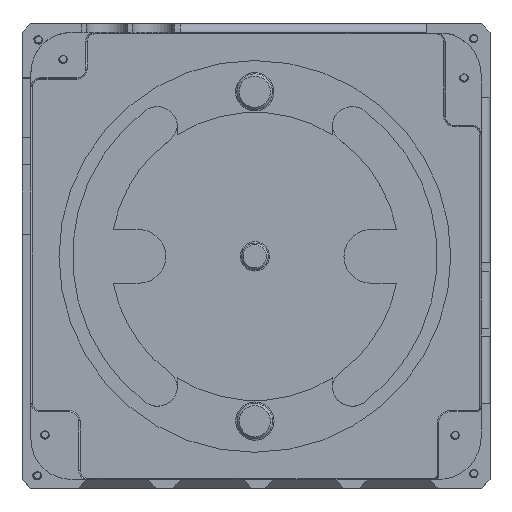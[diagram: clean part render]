
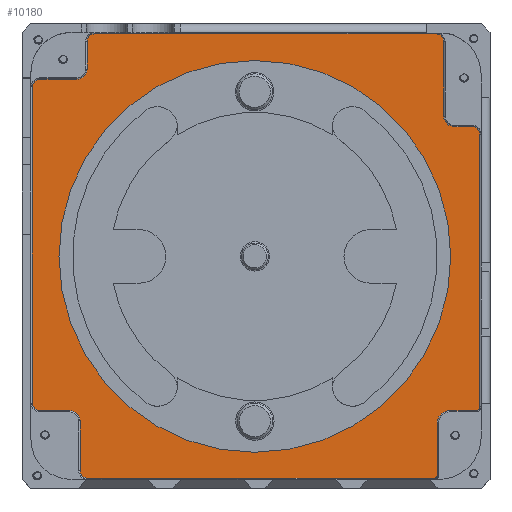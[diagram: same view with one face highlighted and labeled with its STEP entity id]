
A CAD part, top view. The second image highlights one B-rep face of the part: STEP entity #10180.
In plain terms, the highlighted planar face has unit normal (0, 0, 1).
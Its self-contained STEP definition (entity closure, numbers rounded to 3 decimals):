
#19=FACE_BOUND('',#1148,.T.);
#66=PLANE('',#10921);
#578=FACE_OUTER_BOUND('',#1147,.T.);
#1147=EDGE_LOOP('',(#7932,#7933,#7934,#7935,#7936,#7937,#7938,#7939,#7940,
#7941,#7942,#7943,#7944,#7945,#7946,#7947,#7948,#7949,#7950,#7951,#7952,
#7953,#7954,#7955));
#1148=EDGE_LOOP('',(#7956));
#1452=CIRCLE('',#10821,43.995);
#1465=CIRCLE('',#10837,2.3);
#1469=CIRCLE('',#10843,1.7);
#1473=CIRCLE('',#10849,1.7);
#1477=CIRCLE('',#10855,2.3);
#1481=CIRCLE('',#10861,1.7);
#1485=CIRCLE('',#10867,0.95);
#1489=CIRCLE('',#10873,2.8);
#1493=CIRCLE('',#10879,0.7);
#1497=CIRCLE('',#10885,1.7);
#1501=CIRCLE('',#10891,2.3);
#1505=CIRCLE('',#10897,1.7);
#1508=CIRCLE('',#10902,1.7);
#2678=LINE('',#27885,#3279);
#2681=LINE('',#27900,#3282);
#2683=LINE('',#27912,#3284);
#2685=LINE('',#27924,#3286);
#2687=LINE('',#27936,#3288);
#2689=LINE('',#27948,#3290);
#2691=LINE('',#27960,#3292);
#2693=LINE('',#27972,#3294);
#2695=LINE('',#27984,#3296);
#2697=LINE('',#27996,#3298);
#2699=LINE('',#28008,#3300);
#2701=LINE('',#28020,#3302);
#3279=VECTOR('',#12385,10.);
#3282=VECTOR('',#12402,10.);
#3284=VECTOR('',#12416,10.);
#3286=VECTOR('',#12430,10.);
#3288=VECTOR('',#12444,10.);
#3290=VECTOR('',#12458,10.);
#3292=VECTOR('',#12472,10.);
#3294=VECTOR('',#12486,10.);
#3296=VECTOR('',#12500,10.);
#3298=VECTOR('',#12514,10.);
#3300=VECTOR('',#12528,10.);
#3302=VECTOR('',#12542,10.);
#4361=VERTEX_POINT('',#27864);
#4368=VERTEX_POINT('',#27882);
#4369=VERTEX_POINT('',#27884);
#4371=VERTEX_POINT('',#27890);
#4373=VERTEX_POINT('',#27896);
#4375=VERTEX_POINT('',#27902);
#4377=VERTEX_POINT('',#27908);
#4379=VERTEX_POINT('',#27914);
#4381=VERTEX_POINT('',#27920);
#4383=VERTEX_POINT('',#27926);
#4385=VERTEX_POINT('',#27932);
#4387=VERTEX_POINT('',#27938);
#4389=VERTEX_POINT('',#27944);
#4391=VERTEX_POINT('',#27950);
#4393=VERTEX_POINT('',#27956);
#4395=VERTEX_POINT('',#27962);
#4397=VERTEX_POINT('',#27968);
#4399=VERTEX_POINT('',#27974);
#4401=VERTEX_POINT('',#27980);
#4403=VERTEX_POINT('',#27986);
#4405=VERTEX_POINT('',#27992);
#4407=VERTEX_POINT('',#27998);
#4409=VERTEX_POINT('',#28004);
#4411=VERTEX_POINT('',#28010);
#4413=VERTEX_POINT('',#28016);
#5712=EDGE_CURVE('',#4361,#4361,#1452,.F.);
#5722=EDGE_CURVE('',#4368,#4369,#2678,.T.);
#5727=EDGE_CURVE('',#4369,#4371,#1465,.T.);
#5730=EDGE_CURVE('',#4371,#4373,#2681,.T.);
#5733=EDGE_CURVE('',#4373,#4375,#1469,.T.);
#5736=EDGE_CURVE('',#4375,#4377,#2683,.T.);
#5739=EDGE_CURVE('',#4377,#4379,#1473,.T.);
#5742=EDGE_CURVE('',#4379,#4381,#2685,.T.);
#5745=EDGE_CURVE('',#4381,#4383,#1477,.T.);
#5748=EDGE_CURVE('',#4383,#4385,#2687,.T.);
#5751=EDGE_CURVE('',#4385,#4387,#1481,.T.);
#5754=EDGE_CURVE('',#4387,#4389,#2689,.T.);
#5757=EDGE_CURVE('',#4389,#4391,#1485,.T.);
#5760=EDGE_CURVE('',#4391,#4393,#2691,.T.);
#5763=EDGE_CURVE('',#4393,#4395,#1489,.T.);
#5766=EDGE_CURVE('',#4395,#4397,#2693,.T.);
#5769=EDGE_CURVE('',#4397,#4399,#1493,.T.);
#5772=EDGE_CURVE('',#4399,#4401,#2695,.T.);
#5775=EDGE_CURVE('',#4401,#4403,#1497,.T.);
#5778=EDGE_CURVE('',#4403,#4405,#2697,.T.);
#5781=EDGE_CURVE('',#4405,#4407,#1501,.T.);
#5784=EDGE_CURVE('',#4407,#4409,#2699,.T.);
#5787=EDGE_CURVE('',#4409,#4411,#1505,.T.);
#5790=EDGE_CURVE('',#4411,#4413,#2701,.T.);
#5792=EDGE_CURVE('',#4413,#4368,#1508,.T.);
#7932=ORIENTED_EDGE('',*,*,#5722,.F.);
#7933=ORIENTED_EDGE('',*,*,#5792,.F.);
#7934=ORIENTED_EDGE('',*,*,#5790,.F.);
#7935=ORIENTED_EDGE('',*,*,#5787,.F.);
#7936=ORIENTED_EDGE('',*,*,#5784,.F.);
#7937=ORIENTED_EDGE('',*,*,#5781,.F.);
#7938=ORIENTED_EDGE('',*,*,#5778,.F.);
#7939=ORIENTED_EDGE('',*,*,#5775,.F.);
#7940=ORIENTED_EDGE('',*,*,#5772,.F.);
#7941=ORIENTED_EDGE('',*,*,#5769,.F.);
#7942=ORIENTED_EDGE('',*,*,#5766,.F.);
#7943=ORIENTED_EDGE('',*,*,#5763,.F.);
#7944=ORIENTED_EDGE('',*,*,#5760,.F.);
#7945=ORIENTED_EDGE('',*,*,#5757,.F.);
#7946=ORIENTED_EDGE('',*,*,#5754,.F.);
#7947=ORIENTED_EDGE('',*,*,#5751,.F.);
#7948=ORIENTED_EDGE('',*,*,#5748,.F.);
#7949=ORIENTED_EDGE('',*,*,#5745,.F.);
#7950=ORIENTED_EDGE('',*,*,#5742,.F.);
#7951=ORIENTED_EDGE('',*,*,#5739,.F.);
#7952=ORIENTED_EDGE('',*,*,#5736,.F.);
#7953=ORIENTED_EDGE('',*,*,#5733,.F.);
#7954=ORIENTED_EDGE('',*,*,#5730,.F.);
#7955=ORIENTED_EDGE('',*,*,#5727,.F.);
#7956=ORIENTED_EDGE('',*,*,#5712,.T.);
#10180=ADVANCED_FACE('',(#578,#19),#66,.T.);
#10821=AXIS2_PLACEMENT_3D('',#27865,#12361,#12362);
#10837=AXIS2_PLACEMENT_3D('',#27894,#12395,#12396);
#10843=AXIS2_PLACEMENT_3D('',#27906,#12409,#12410);
#10849=AXIS2_PLACEMENT_3D('',#27918,#12423,#12424);
#10855=AXIS2_PLACEMENT_3D('',#27930,#12437,#12438);
#10861=AXIS2_PLACEMENT_3D('',#27942,#12451,#12452);
#10867=AXIS2_PLACEMENT_3D('',#27954,#12465,#12466);
#10873=AXIS2_PLACEMENT_3D('',#27966,#12479,#12480);
#10879=AXIS2_PLACEMENT_3D('',#27978,#12493,#12494);
#10885=AXIS2_PLACEMENT_3D('',#27990,#12507,#12508);
#10891=AXIS2_PLACEMENT_3D('',#28002,#12521,#12522);
#10897=AXIS2_PLACEMENT_3D('',#28014,#12535,#12536);
#10902=AXIS2_PLACEMENT_3D('',#28023,#12547,#12548);
#10921=AXIS2_PLACEMENT_3D('',#28136,#12635,#12636);
#12361=DIRECTION('center_axis',(0.,0.,1.));
#12362=DIRECTION('ref_axis',(-1.,0.,0.));
#12385=DIRECTION('',(1.,0.,0.));
#12395=DIRECTION('center_axis',(0.,0.,1.));
#12396=DIRECTION('ref_axis',(0.707,-0.707,0.));
#12402=DIRECTION('',(0.,1.,0.));
#12409=DIRECTION('center_axis',(0.,0.,-1.));
#12410=DIRECTION('ref_axis',(-0.707,0.707,0.));
#12416=DIRECTION('',(1.,0.,0.));
#12423=DIRECTION('center_axis',(0.,0.,-1.));
#12424=DIRECTION('ref_axis',(0.707,0.707,0.));
#12430=DIRECTION('',(0.,-1.,0.));
#12437=DIRECTION('center_axis',(0.,0.,1.));
#12438=DIRECTION('ref_axis',(-0.707,-0.707,0.));
#12444=DIRECTION('',(1.,0.,0.));
#12451=DIRECTION('center_axis',(0.,0.,-1.));
#12452=DIRECTION('ref_axis',(0.707,0.707,0.));
#12458=DIRECTION('',(0.,-1.,0.));
#12465=DIRECTION('center_axis',(0.,0.,-1.));
#12466=DIRECTION('ref_axis',(0.707,-0.707,0.));
#12472=DIRECTION('',(-1.,0.,0.));
#12479=DIRECTION('center_axis',(0.,0.,1.));
#12480=DIRECTION('ref_axis',(-0.707,0.707,0.));
#12486=DIRECTION('',(0.,-1.,0.));
#12493=DIRECTION('center_axis',(0.,0.,-1.));
#12494=DIRECTION('ref_axis',(0.707,-0.707,0.));
#12500=DIRECTION('',(-1.,0.,0.));
#12507=DIRECTION('center_axis',(0.,0.,-1.));
#12508=DIRECTION('ref_axis',(-0.707,-0.707,0.));
#12514=DIRECTION('',(0.,1.,0.));
#12521=DIRECTION('center_axis',(0.,0.,1.));
#12522=DIRECTION('ref_axis',(0.707,0.707,0.));
#12528=DIRECTION('',(-1.,0.,0.));
#12535=DIRECTION('center_axis',(0.,0.,-1.));
#12536=DIRECTION('ref_axis',(-0.707,-0.707,0.));
#12542=DIRECTION('',(0.,1.,0.));
#12547=DIRECTION('center_axis',(0.,0.,-1.));
#12548=DIRECTION('ref_axis',(-0.707,0.707,0.));
#12635=DIRECTION('center_axis',(0.,0.,1.));
#12636=DIRECTION('ref_axis',(1.,0.,0.));
#27864=CARTESIAN_POINT('',(93.993,49.936,1.));
#27865=CARTESIAN_POINT('Origin',(49.998,49.936,1.));
#27882=CARTESIAN_POINT('',(1.7,89.7,1.));
#27884=CARTESIAN_POINT('',(10.,89.7,1.));
#27885=CARTESIAN_POINT('',(24.127,89.7,1.));
#27890=CARTESIAN_POINT('',(12.3,92.,1.));
#27894=CARTESIAN_POINT('Origin',(10.,92.,1.));
#27896=CARTESIAN_POINT('',(12.3,98.2,1.));
#27900=CARTESIAN_POINT('',(12.3,69.88,1.));
#27902=CARTESIAN_POINT('',(14.,99.9,1.));
#27906=CARTESIAN_POINT('Origin',(14.,98.2,1.));
#27908=CARTESIAN_POINT('',(90.713,99.9,1.));
#27912=CARTESIAN_POINT('',(77.38,99.9,1.));
#27914=CARTESIAN_POINT('',(92.413,98.2,1.));
#27918=CARTESIAN_POINT('Origin',(90.713,98.2,1.));
#27920=CARTESIAN_POINT('',(92.413,81.404,1.));
#27924=CARTESIAN_POINT('',(92.413,75.38,1.));
#27926=CARTESIAN_POINT('',(94.713,79.104,1.));
#27930=CARTESIAN_POINT('Origin',(94.713,81.404,1.));
#27932=CARTESIAN_POINT('',(98.807,79.104,1.));
#27936=CARTESIAN_POINT('',(69.483,79.104,1.));
#27938=CARTESIAN_POINT('',(100.507,77.404,1.));
#27942=CARTESIAN_POINT('Origin',(98.807,77.404,1.));
#27944=CARTESIAN_POINT('',(100.507,16.25,1.));
#27948=CARTESIAN_POINT('',(100.507,23.141,1.));
#27950=CARTESIAN_POINT('',(99.557,15.3,1.));
#27954=CARTESIAN_POINT('Origin',(99.557,16.25,1.));
#27956=CARTESIAN_POINT('',(93.772,15.3,1.));
#27960=CARTESIAN_POINT('',(32.857,15.3,1.));
#27962=CARTESIAN_POINT('',(90.972,12.5,1.));
#27966=CARTESIAN_POINT('Origin',(93.772,12.5,1.));
#27968=CARTESIAN_POINT('',(90.972,0.821,1.));
#27972=CARTESIAN_POINT('',(90.972,31.88,1.));
#27974=CARTESIAN_POINT('',(90.272,0.121,1.));
#27978=CARTESIAN_POINT('Origin',(90.272,0.821,1.));
#27980=CARTESIAN_POINT('',(12.46,0.121,1.));
#27984=CARTESIAN_POINT('',(23.127,0.121,1.));
#27986=CARTESIAN_POINT('',(10.76,1.821,1.));
#27990=CARTESIAN_POINT('Origin',(12.46,1.821,1.));
#27992=CARTESIAN_POINT('',(10.76,13.,1.));
#27996=CARTESIAN_POINT('',(10.76,24.791,1.));
#27998=CARTESIAN_POINT('',(8.46,15.3,1.));
#28002=CARTESIAN_POINT('Origin',(8.46,13.,1.));
#28004=CARTESIAN_POINT('',(1.7,15.3,1.));
#28008=CARTESIAN_POINT('',(32.857,15.3,1.));
#28010=CARTESIAN_POINT('',(0.,17.,1.));
#28014=CARTESIAN_POINT('Origin',(1.7,17.,1.));
#28016=CARTESIAN_POINT('',(0.,88.,1.));
#28020=CARTESIAN_POINT('',(0.,76.38,1.));
#28023=CARTESIAN_POINT('Origin',(1.7,88.,1.));
#28136=CARTESIAN_POINT('Origin',(50.254,49.761,1.));
